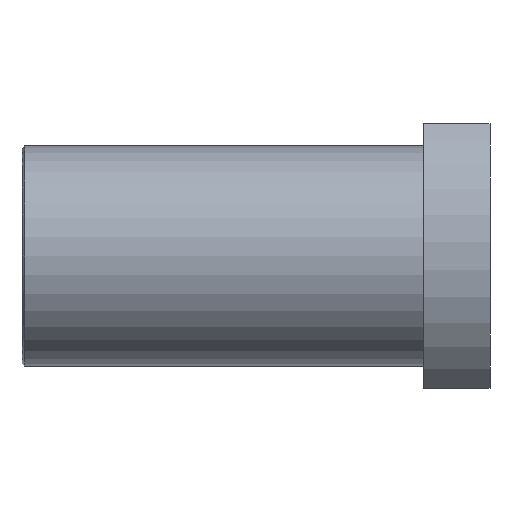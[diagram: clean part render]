
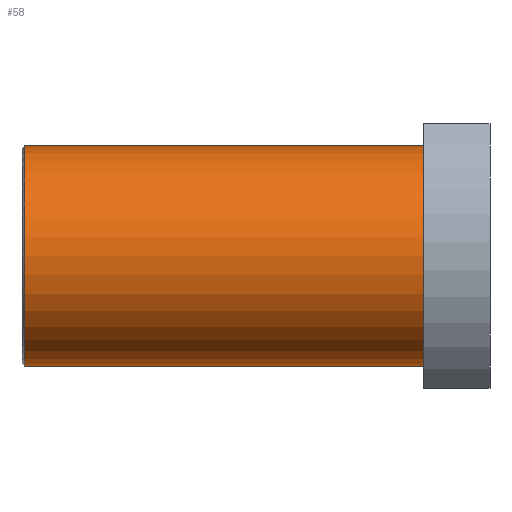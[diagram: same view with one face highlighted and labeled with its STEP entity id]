
A CAD part, front view. The second image highlights one B-rep face of the part: STEP entity #58.
In plain terms, the highlighted cylindrical face has radius 20 mm (diameter 40 mm), a partial arc.
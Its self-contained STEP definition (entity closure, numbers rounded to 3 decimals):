
#27 = VERTEX_POINT ( 'NONE', #575 ) ;
#33 = ORIENTED_EDGE ( 'NONE', *, *, #393, .F. ) ;
#38 = CIRCLE ( 'NONE', #829, 20. ) ;
#58 = ADVANCED_FACE ( 'NONE', ( #429 ), #583, .T. ) ;
#93 = VERTEX_POINT ( 'NONE', #715 ) ;
#109 = ORIENTED_EDGE ( 'NONE', *, *, #791, .T. ) ;
#115 = EDGE_CURVE ( 'NONE', #93, #186, #939, .T. ) ;
#132 = CARTESIAN_POINT ( 'NONE',  ( -36.059, 0., 0. ) ) ;
#186 = VERTEX_POINT ( 'NONE', #810 ) ;
#189 = DIRECTION ( 'NONE',  ( -1., 0., 0. ) ) ;
#195 = DIRECTION ( 'NONE',  ( 0., 0., 1. ) ) ;
#202 = AXIS2_PLACEMENT_3D ( 'NONE', #273, #649, #924 ) ;
#233 = CARTESIAN_POINT ( 'NONE',  ( -340.807, 0., -20. ) ) ;
#273 = CARTESIAN_POINT ( 'NONE',  ( -340.807, 0., 0. ) ) ;
#277 = CARTESIAN_POINT ( 'NONE',  ( -340.807, 0., 20. ) ) ;
#323 = ORIENTED_EDGE ( 'NONE', *, *, #115, .T. ) ;
#354 = DIRECTION ( 'NONE',  ( -1., 0., 0. ) ) ;
#393 = EDGE_CURVE ( 'NONE', #27, #824, #893, .T. ) ;
#429 = FACE_OUTER_BOUND ( 'NONE', #690, .T. ) ;
#575 = CARTESIAN_POINT ( 'NONE',  ( 36.441, 0., -20. ) ) ;
#579 = DIRECTION ( 'NONE',  ( 1., 0., 0. ) ) ;
#583 = CYLINDRICAL_SURFACE ( 'NONE', #202, 20. ) ;
#592 = VECTOR ( 'NONE', #189, 1000. ) ;
#640 = CARTESIAN_POINT ( 'NONE',  ( 36.441, 0., 0. ) ) ;
#649 = DIRECTION ( 'NONE',  ( -1., 0., 0. ) ) ;
#681 = CIRCLE ( 'NONE', #859, 20. ) ;
#690 = EDGE_LOOP ( 'NONE', ( #33, #109, #323, #742 ) ) ;
#710 = EDGE_CURVE ( 'NONE', #186, #824, #38, .T. ) ;
#715 = CARTESIAN_POINT ( 'NONE',  ( 36.441, 0., 20. ) ) ;
#742 = ORIENTED_EDGE ( 'NONE', *, *, #710, .T. ) ;
#772 = VECTOR ( 'NONE', #826, 1000. ) ;
#791 = EDGE_CURVE ( 'NONE', #27, #93, #681, .T. ) ;
#799 = DIRECTION ( 'NONE',  ( 0., 0., -1. ) ) ;
#810 = CARTESIAN_POINT ( 'NONE',  ( -36.059, 0., 20. ) ) ;
#820 = CARTESIAN_POINT ( 'NONE',  ( -36.059, 0., -20. ) ) ;
#824 = VERTEX_POINT ( 'NONE', #820 ) ;
#826 = DIRECTION ( 'NONE',  ( -1., 0., 0. ) ) ;
#829 = AXIS2_PLACEMENT_3D ( 'NONE', #132, #579, #799 ) ;
#859 = AXIS2_PLACEMENT_3D ( 'NONE', #640, #354, #195 ) ;
#893 = LINE ( 'NONE', #233, #772 ) ;
#924 = DIRECTION ( 'NONE',  ( 0., 0., 1. ) ) ;
#939 = LINE ( 'NONE', #277, #592 ) ;
